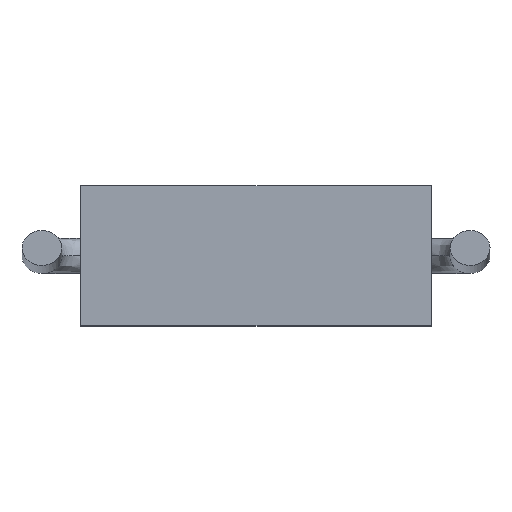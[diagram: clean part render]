
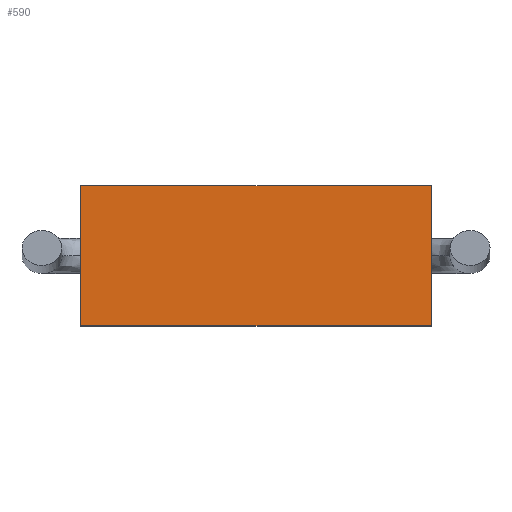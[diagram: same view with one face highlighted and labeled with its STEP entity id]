
A CAD part, top view. The second image highlights one B-rep face of the part: STEP entity #590.
In plain terms, the highlighted planar face has unit normal (0, 0, 1).
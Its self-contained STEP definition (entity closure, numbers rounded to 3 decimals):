
#10 = EDGE_CURVE ( 'NONE', #970, #242, #884, .T. ) ;
#77 = VERTEX_POINT ( 'NONE', #959 ) ;
#156 = CARTESIAN_POINT ( 'NONE',  ( -2.5, 2., 2.5 ) ) ;
#190 = LINE ( 'NONE', #537, #593 ) ;
#242 = VERTEX_POINT ( 'NONE', #265 ) ;
#244 = VECTOR ( 'NONE', #941, 1000. ) ;
#265 = CARTESIAN_POINT ( 'NONE',  ( -2.5, 0., 2.5 ) ) ;
#309 = ORIENTED_EDGE ( 'NONE', *, *, #513, .F. ) ;
#351 = LINE ( 'NONE', #359, #880 ) ;
#359 = CARTESIAN_POINT ( 'NONE',  ( 2.5, 2., 2.5 ) ) ;
#371 = DIRECTION ( 'NONE',  ( 0., 0., -1. ) ) ;
#396 = CARTESIAN_POINT ( 'NONE',  ( -2.5, 2., 2.5 ) ) ;
#418 = ORIENTED_EDGE ( 'NONE', *, *, #989, .F. ) ;
#451 = PLANE ( 'NONE',  #729 ) ;
#454 = DIRECTION ( 'NONE',  ( 1., 0., 0. ) ) ;
#474 = CARTESIAN_POINT ( 'NONE',  ( -2.5, 2., 2.5 ) ) ;
#513 = EDGE_CURVE ( 'NONE', #974, #77, #351, .T. ) ;
#520 = EDGE_LOOP ( 'NONE', ( #648, #309, #418, #979 ) ) ;
#537 = CARTESIAN_POINT ( 'NONE',  ( -2.5, 0., 2.5 ) ) ;
#590 = ADVANCED_FACE ( 'NONE', ( #706 ), #451, .F. ) ;
#593 = VECTOR ( 'NONE', #454, 1000. ) ;
#624 = EDGE_CURVE ( 'NONE', #242, #77, #190, .T. ) ;
#648 = ORIENTED_EDGE ( 'NONE', *, *, #624, .T. ) ;
#706 = FACE_OUTER_BOUND ( 'NONE', #520, .T. ) ;
#711 = DIRECTION ( 'NONE',  ( 1., 0., 0. ) ) ;
#729 = AXIS2_PLACEMENT_3D ( 'NONE', #842, #371, #921 ) ;
#739 = LINE ( 'NONE', #474, #967 ) ;
#842 = CARTESIAN_POINT ( 'NONE',  ( -2.5, 2., 2.5 ) ) ;
#880 = VECTOR ( 'NONE', #990, 1000. ) ;
#884 = LINE ( 'NONE', #156, #244 ) ;
#921 = DIRECTION ( 'NONE',  ( -1., 0., 0. ) ) ;
#941 = DIRECTION ( 'NONE',  ( 0., -1., 0. ) ) ;
#959 = CARTESIAN_POINT ( 'NONE',  ( 2.5, 0., 2.5 ) ) ;
#967 = VECTOR ( 'NONE', #711, 1000. ) ;
#970 = VERTEX_POINT ( 'NONE', #396 ) ;
#974 = VERTEX_POINT ( 'NONE', #1027 ) ;
#979 = ORIENTED_EDGE ( 'NONE', *, *, #10, .T. ) ;
#989 = EDGE_CURVE ( 'NONE', #970, #974, #739, .T. ) ;
#990 = DIRECTION ( 'NONE',  ( 0., -1., 0. ) ) ;
#1027 = CARTESIAN_POINT ( 'NONE',  ( 2.5, 2., 2.5 ) ) ;
